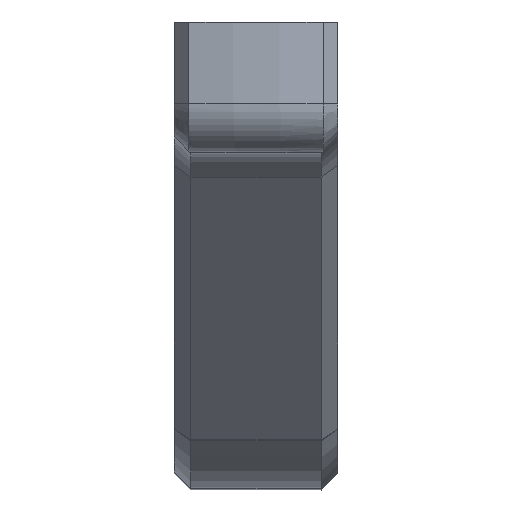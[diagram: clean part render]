
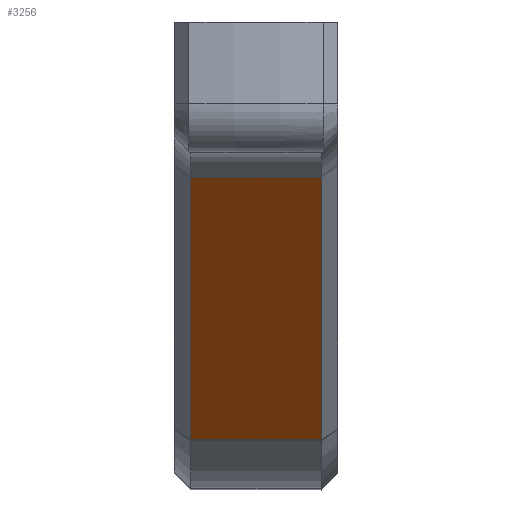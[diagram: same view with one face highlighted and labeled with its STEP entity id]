
A CAD part, top view. The second image highlights one B-rep face of the part: STEP entity #3256.
In plain terms, the highlighted face is planar.
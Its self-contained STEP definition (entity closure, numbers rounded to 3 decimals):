
#418=FACE_OUTER_BOUND('',#634,.T.);
#634=EDGE_LOOP('',(#2844,#2845,#2846,#2847));
#932=LINE('',#5688,#1260);
#933=LINE('',#5694,#1261);
#973=LINE('',#5795,#1301);
#976=LINE('',#5802,#1304);
#1260=VECTOR('',#4356,1000.);
#1261=VECTOR('',#4361,1000.);
#1301=VECTOR('',#4463,1000.);
#1304=VECTOR('',#4474,1000.);
#1565=VERTEX_POINT('',#5679);
#1567=VERTEX_POINT('',#5685);
#1568=VERTEX_POINT('',#5690);
#1570=VERTEX_POINT('',#5693);
#1977=EDGE_CURVE('',#1565,#1567,#932,.T.);
#1979=EDGE_CURVE('',#1568,#1570,#933,.T.);
#2035=EDGE_CURVE('',#1567,#1568,#973,.T.);
#2038=EDGE_CURVE('',#1570,#1565,#976,.T.);
#2844=ORIENTED_EDGE('',*,*,#1977,.F.);
#2845=ORIENTED_EDGE('',*,*,#2038,.F.);
#2846=ORIENTED_EDGE('',*,*,#1979,.F.);
#2847=ORIENTED_EDGE('',*,*,#2035,.F.);
#3068=PLANE('',#3588);
#3256=ADVANCED_FACE('',(#418),#3068,.T.);
#3588=AXIS2_PLACEMENT_3D('',#5801,#4472,#4473);
#4356=DIRECTION('',(0.,0.,-1.));
#4361=DIRECTION('',(0.,0.,1.));
#4463=DIRECTION('',(0.707,0.707,0.));
#4472=DIRECTION('center_axis',(-0.707,0.707,0.));
#4473=DIRECTION('ref_axis',(0.,0.,1.));
#4474=DIRECTION('',(-0.707,-0.707,0.));
#5679=CARTESIAN_POINT('',(-32.678,14.97,14.));
#5685=CARTESIAN_POINT('',(-32.678,14.97,6.));
#5688=CARTESIAN_POINT('',(-32.678,14.97,5.));
#5690=CARTESIAN_POINT('',(-16.571,31.076,6.));
#5693=CARTESIAN_POINT('',(-16.571,31.076,14.));
#5694=CARTESIAN_POINT('',(-16.571,31.076,5.));
#5795=CARTESIAN_POINT('',(-11.232,36.416,6.));
#5801=CARTESIAN_POINT('Origin',(-14.142,33.505,5.));
#5802=CARTESIAN_POINT('',(-11.232,36.416,14.));
